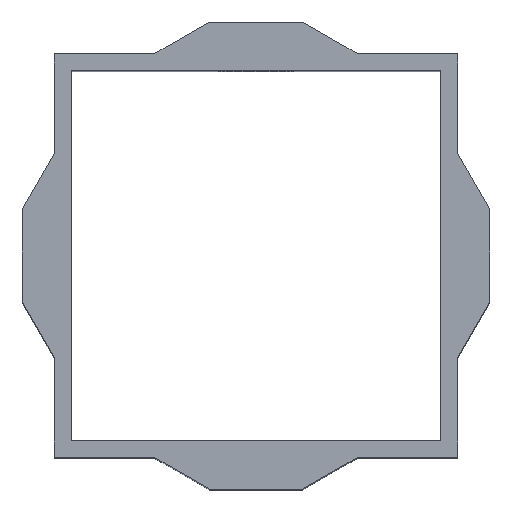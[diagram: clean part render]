
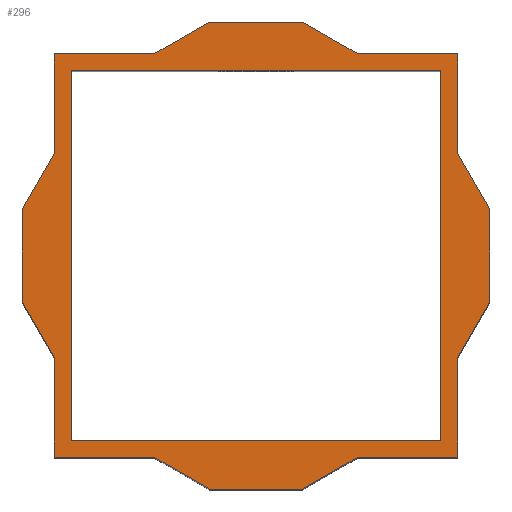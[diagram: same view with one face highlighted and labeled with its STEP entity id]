
A CAD part, top view. The second image highlights one B-rep face of the part: STEP entity #296.
In plain terms, the highlighted planar face has unit normal (0, 0, 1).
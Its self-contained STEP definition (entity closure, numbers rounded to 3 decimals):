
#32 = VERTEX_POINT('',#33);
#33 = CARTESIAN_POINT('',(-19.,3.8,45.));
#39 = EDGE_CURVE('',#32,#40,#42,.T.);
#40 = VERTEX_POINT('',#41);
#41 = CARTESIAN_POINT('',(-19.,-3.8,45.));
#42 = LINE('',#43,#44);
#43 = CARTESIAN_POINT('',(-19.,19.,45.));
#44 = VECTOR('',#45,1.);
#45 = DIRECTION('',(0.,-1.,0.));
#278 = VERTEX_POINT('',#279);
#279 = CARTESIAN_POINT('',(-16.4,-8.303,45.));
#285 = EDGE_CURVE('',#40,#278,#286,.T.);
#286 = LINE('',#287,#288);
#287 = CARTESIAN_POINT('',(-16.148,-8.74,45.));
#288 = VECTOR('',#289,1.);
#289 = DIRECTION('',(0.5,-0.866,0.));
#296 = ADVANCED_FACE('',(#297,#443),#477,.T.);
#297 = FACE_BOUND('',#298,.T.);
#298 = EDGE_LOOP('',(#299,#309,#317,#325,#333,#341,#347,#348,#349,#357,
    #365,#373,#381,#389,#397,#405,#413,#421,#429,#437));
#299 = ORIENTED_EDGE('',*,*,#300,.T.);
#300 = EDGE_CURVE('',#301,#303,#305,.T.);
#301 = VERTEX_POINT('',#302);
#302 = CARTESIAN_POINT('',(8.303,16.4,45.));
#303 = VERTEX_POINT('',#304);
#304 = CARTESIAN_POINT('',(3.8,19.,45.));
#305 = LINE('',#306,#307);
#306 = CARTESIAN_POINT('',(6.489,17.448,45.));
#307 = VECTOR('',#308,1.);
#308 = DIRECTION('',(-0.866,0.5,0.));
#309 = ORIENTED_EDGE('',*,*,#310,.T.);
#310 = EDGE_CURVE('',#303,#311,#313,.T.);
#311 = VERTEX_POINT('',#312);
#312 = CARTESIAN_POINT('',(-3.8,19.,45.));
#313 = LINE('',#314,#315);
#314 = CARTESIAN_POINT('',(19.,19.,45.));
#315 = VECTOR('',#316,1.);
#316 = DIRECTION('',(-1.,0.,0.));
#317 = ORIENTED_EDGE('',*,*,#318,.T.);
#318 = EDGE_CURVE('',#311,#319,#321,.T.);
#319 = VERTEX_POINT('',#320);
#320 = CARTESIAN_POINT('',(-8.303,16.4,45.));
#321 = LINE('',#322,#323);
#322 = CARTESIAN_POINT('',(-8.74,16.148,45.));
#323 = VECTOR('',#324,1.);
#324 = DIRECTION('',(-0.866,-0.5,0.));
#325 = ORIENTED_EDGE('',*,*,#326,.T.);
#326 = EDGE_CURVE('',#319,#327,#329,.T.);
#327 = VERTEX_POINT('',#328);
#328 = CARTESIAN_POINT('',(-16.4,16.4,45.));
#329 = LINE('',#330,#331);
#330 = CARTESIAN_POINT('',(-8.2,16.4,45.));
#331 = VECTOR('',#332,1.);
#332 = DIRECTION('',(-1.,0.,0.));
#333 = ORIENTED_EDGE('',*,*,#334,.T.);
#334 = EDGE_CURVE('',#327,#335,#337,.T.);
#335 = VERTEX_POINT('',#336);
#336 = CARTESIAN_POINT('',(-16.4,8.303,45.));
#337 = LINE('',#338,#339);
#338 = CARTESIAN_POINT('',(-16.4,4.152,45.));
#339 = VECTOR('',#340,1.);
#340 = DIRECTION('',(0.,-1.,0.));
#341 = ORIENTED_EDGE('',*,*,#342,.T.);
#342 = EDGE_CURVE('',#335,#32,#343,.T.);
#343 = LINE('',#344,#345);
#344 = CARTESIAN_POINT('',(-17.448,6.489,45.));
#345 = VECTOR('',#346,1.);
#346 = DIRECTION('',(-0.5,-0.866,0.));
#347 = ORIENTED_EDGE('',*,*,#39,.T.);
#348 = ORIENTED_EDGE('',*,*,#285,.T.);
#349 = ORIENTED_EDGE('',*,*,#350,.T.);
#350 = EDGE_CURVE('',#278,#351,#353,.T.);
#351 = VERTEX_POINT('',#352);
#352 = CARTESIAN_POINT('',(-16.4,-16.4,45.));
#353 = LINE('',#354,#355);
#354 = CARTESIAN_POINT('',(-16.4,-8.2,45.));
#355 = VECTOR('',#356,1.);
#356 = DIRECTION('',(0.,-1.,0.));
#357 = ORIENTED_EDGE('',*,*,#358,.T.);
#358 = EDGE_CURVE('',#351,#359,#361,.T.);
#359 = VERTEX_POINT('',#360);
#360 = CARTESIAN_POINT('',(-8.303,-16.4,45.));
#361 = LINE('',#362,#363);
#362 = CARTESIAN_POINT('',(-4.152,-16.4,45.));
#363 = VECTOR('',#364,1.);
#364 = DIRECTION('',(1.,0.,0.));
#365 = ORIENTED_EDGE('',*,*,#366,.T.);
#366 = EDGE_CURVE('',#359,#367,#369,.T.);
#367 = VERTEX_POINT('',#368);
#368 = CARTESIAN_POINT('',(-3.8,-19.,45.));
#369 = LINE('',#370,#371);
#370 = CARTESIAN_POINT('',(-6.489,-17.448,45.));
#371 = VECTOR('',#372,1.);
#372 = DIRECTION('',(0.866,-0.5,0.));
#373 = ORIENTED_EDGE('',*,*,#374,.T.);
#374 = EDGE_CURVE('',#367,#375,#377,.T.);
#375 = VERTEX_POINT('',#376);
#376 = CARTESIAN_POINT('',(3.8,-19.,45.));
#377 = LINE('',#378,#379);
#378 = CARTESIAN_POINT('',(-19.,-19.,45.));
#379 = VECTOR('',#380,1.);
#380 = DIRECTION('',(1.,0.,0.));
#381 = ORIENTED_EDGE('',*,*,#382,.T.);
#382 = EDGE_CURVE('',#375,#383,#385,.T.);
#383 = VERTEX_POINT('',#384);
#384 = CARTESIAN_POINT('',(8.303,-16.4,45.));
#385 = LINE('',#386,#387);
#386 = CARTESIAN_POINT('',(8.74,-16.148,45.));
#387 = VECTOR('',#388,1.);
#388 = DIRECTION('',(0.866,0.5,0.));
#389 = ORIENTED_EDGE('',*,*,#390,.T.);
#390 = EDGE_CURVE('',#383,#391,#393,.T.);
#391 = VERTEX_POINT('',#392);
#392 = CARTESIAN_POINT('',(16.4,-16.4,45.));
#393 = LINE('',#394,#395);
#394 = CARTESIAN_POINT('',(8.2,-16.4,45.));
#395 = VECTOR('',#396,1.);
#396 = DIRECTION('',(1.,0.,0.));
#397 = ORIENTED_EDGE('',*,*,#398,.T.);
#398 = EDGE_CURVE('',#391,#399,#401,.T.);
#399 = VERTEX_POINT('',#400);
#400 = CARTESIAN_POINT('',(16.4,-8.303,45.));
#401 = LINE('',#402,#403);
#402 = CARTESIAN_POINT('',(16.4,-4.152,45.));
#403 = VECTOR('',#404,1.);
#404 = DIRECTION('',(0.,1.,0.));
#405 = ORIENTED_EDGE('',*,*,#406,.T.);
#406 = EDGE_CURVE('',#399,#407,#409,.T.);
#407 = VERTEX_POINT('',#408);
#408 = CARTESIAN_POINT('',(19.,-3.8,45.));
#409 = LINE('',#410,#411);
#410 = CARTESIAN_POINT('',(17.448,-6.489,45.));
#411 = VECTOR('',#412,1.);
#412 = DIRECTION('',(0.5,0.866,0.));
#413 = ORIENTED_EDGE('',*,*,#414,.T.);
#414 = EDGE_CURVE('',#407,#415,#417,.T.);
#415 = VERTEX_POINT('',#416);
#416 = CARTESIAN_POINT('',(19.,3.8,45.));
#417 = LINE('',#418,#419);
#418 = CARTESIAN_POINT('',(19.,-19.,45.));
#419 = VECTOR('',#420,1.);
#420 = DIRECTION('',(0.,1.,0.));
#421 = ORIENTED_EDGE('',*,*,#422,.T.);
#422 = EDGE_CURVE('',#415,#423,#425,.T.);
#423 = VERTEX_POINT('',#424);
#424 = CARTESIAN_POINT('',(16.4,8.303,45.));
#425 = LINE('',#426,#427);
#426 = CARTESIAN_POINT('',(16.148,8.74,45.));
#427 = VECTOR('',#428,1.);
#428 = DIRECTION('',(-0.5,0.866,0.));
#429 = ORIENTED_EDGE('',*,*,#430,.T.);
#430 = EDGE_CURVE('',#423,#431,#433,.T.);
#431 = VERTEX_POINT('',#432);
#432 = CARTESIAN_POINT('',(16.4,16.4,45.));
#433 = LINE('',#434,#435);
#434 = CARTESIAN_POINT('',(16.4,8.2,45.));
#435 = VECTOR('',#436,1.);
#436 = DIRECTION('',(0.,1.,0.));
#437 = ORIENTED_EDGE('',*,*,#438,.T.);
#438 = EDGE_CURVE('',#431,#301,#439,.T.);
#439 = LINE('',#440,#441);
#440 = CARTESIAN_POINT('',(4.152,16.4,45.));
#441 = VECTOR('',#442,1.);
#442 = DIRECTION('',(-1.,0.,0.));
#443 = FACE_BOUND('',#444,.T.);
#444 = EDGE_LOOP('',(#445,#455,#463,#471));
#445 = ORIENTED_EDGE('',*,*,#446,.F.);
#446 = EDGE_CURVE('',#447,#449,#451,.T.);
#447 = VERTEX_POINT('',#448);
#448 = CARTESIAN_POINT('',(-15.05,15.05,45.));
#449 = VERTEX_POINT('',#450);
#450 = CARTESIAN_POINT('',(-15.05,-15.05,45.));
#451 = LINE('',#452,#453);
#452 = CARTESIAN_POINT('',(-15.05,15.05,45.));
#453 = VECTOR('',#454,1.);
#454 = DIRECTION('',(0.,-1.,0.));
#455 = ORIENTED_EDGE('',*,*,#456,.F.);
#456 = EDGE_CURVE('',#457,#447,#459,.T.);
#457 = VERTEX_POINT('',#458);
#458 = CARTESIAN_POINT('',(15.05,15.05,45.));
#459 = LINE('',#460,#461);
#460 = CARTESIAN_POINT('',(15.05,15.05,45.));
#461 = VECTOR('',#462,1.);
#462 = DIRECTION('',(-1.,0.,0.));
#463 = ORIENTED_EDGE('',*,*,#464,.F.);
#464 = EDGE_CURVE('',#465,#457,#467,.T.);
#465 = VERTEX_POINT('',#466);
#466 = CARTESIAN_POINT('',(15.05,-15.05,45.));
#467 = LINE('',#468,#469);
#468 = CARTESIAN_POINT('',(15.05,-15.05,45.));
#469 = VECTOR('',#470,1.);
#470 = DIRECTION('',(0.,1.,0.));
#471 = ORIENTED_EDGE('',*,*,#472,.F.);
#472 = EDGE_CURVE('',#449,#465,#473,.T.);
#473 = LINE('',#474,#475);
#474 = CARTESIAN_POINT('',(-15.05,-15.05,45.));
#475 = VECTOR('',#476,1.);
#476 = DIRECTION('',(1.,0.,0.));
#477 = PLANE('',#478);
#478 = AXIS2_PLACEMENT_3D('',#479,#480,#481);
#479 = CARTESIAN_POINT('',(0.,0.,45.));
#480 = DIRECTION('',(0.,0.,1.));
#481 = DIRECTION('',(1.,0.,0.));
